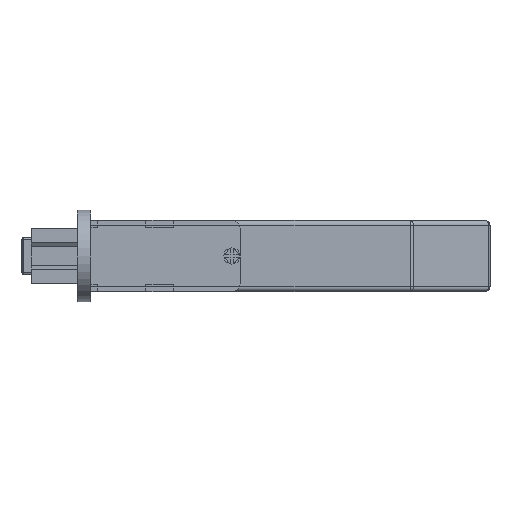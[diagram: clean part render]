
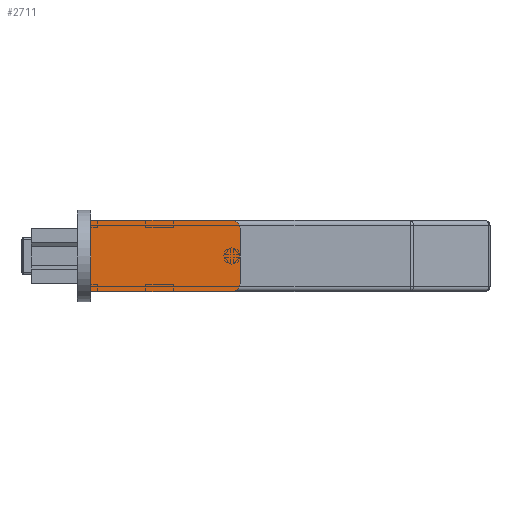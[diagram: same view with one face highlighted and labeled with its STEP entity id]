
A CAD part, front view. The second image highlights one B-rep face of the part: STEP entity #2711.
In plain terms, the highlighted face is planar.
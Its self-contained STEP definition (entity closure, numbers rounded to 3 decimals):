
#139 = VECTOR ( 'NONE', #5025, 1000. ) ;
#227 = ORIENTED_EDGE ( 'NONE', *, *, #3931, .T. ) ;
#646 = ORIENTED_EDGE ( 'NONE', *, *, #1054, .T. ) ;
#948 = CIRCLE ( 'NONE', #4695, 2. ) ;
#1042 = VECTOR ( 'NONE', #7172, 1000. ) ;
#1054 = EDGE_CURVE ( 'NONE', #1248, #8677, #5477, .T. ) ;
#1106 = EDGE_CURVE ( 'NONE', #8800, #3455, #948, .T. ) ;
#1118 = VECTOR ( 'NONE', #12218, 1000. ) ;
#1248 = VERTEX_POINT ( 'NONE', #6756 ) ;
#1503 = CARTESIAN_POINT ( 'NONE',  ( -16.3, 0.75, 7.75 ) ) ;
#1832 = EDGE_LOOP ( 'NONE', ( #8461, #3751, #227, #2870, #6877, #646 ) ) ;
#2369 = CARTESIAN_POINT ( 'NONE',  ( -16.3, 0.75, 5.75 ) ) ;
#2432 = DIRECTION ( 'NONE',  ( 0., 1., 0. ) ) ;
#2638 = VECTOR ( 'NONE', #4730, 1000. ) ;
#2711 = ADVANCED_FACE ( 'NONE', ( #5874 ), #6188, .T. ) ;
#2870 = ORIENTED_EDGE ( 'NONE', *, *, #9719, .T. ) ;
#3080 = CARTESIAN_POINT ( 'NONE',  ( 16.3, 0.75, 7.75 ) ) ;
#3100 = CARTESIAN_POINT ( 'NONE',  ( -16.3, 0.75, -7.75 ) ) ;
#3309 = EDGE_CURVE ( 'NONE', #12166, #1248, #5216, .T. ) ;
#3389 = LINE ( 'NONE', #11686, #1042 ) ;
#3455 = VERTEX_POINT ( 'NONE', #10034 ) ;
#3751 = ORIENTED_EDGE ( 'NONE', *, *, #1106, .T. ) ;
#3931 = EDGE_CURVE ( 'NONE', #3455, #5791, #8448, .T. ) ;
#4297 = DIRECTION ( 'NONE',  ( 0., 0., 1. ) ) ;
#4695 = AXIS2_PLACEMENT_3D ( 'NONE', #5294, #2432, #4297 ) ;
#4730 = DIRECTION ( 'NONE',  ( 0., 0., -1. ) ) ;
#4864 = CARTESIAN_POINT ( 'NONE',  ( 16.3, 0.75, -7.75 ) ) ;
#5025 = DIRECTION ( 'NONE',  ( -1., 0., 0. ) ) ;
#5216 = LINE ( 'NONE', #3100, #139 ) ;
#5294 = CARTESIAN_POINT ( 'NONE',  ( -14.3, 0.75, 5.75 ) ) ;
#5477 = CIRCLE ( 'NONE', #11999, 2. ) ;
#5791 = VERTEX_POINT ( 'NONE', #3080 ) ;
#5874 = FACE_OUTER_BOUND ( 'NONE', #1832, .T. ) ;
#5977 = EDGE_CURVE ( 'NONE', #8677, #8800, #3389, .T. ) ;
#6188 = PLANE ( 'NONE',  #6426 ) ;
#6426 = AXIS2_PLACEMENT_3D ( 'NONE', #11814, #7237, #7175 ) ;
#6756 = CARTESIAN_POINT ( 'NONE',  ( -14.3, 0.75, -7.75 ) ) ;
#6840 = DIRECTION ( 'NONE',  ( 0., 0., 1. ) ) ;
#6877 = ORIENTED_EDGE ( 'NONE', *, *, #3309, .T. ) ;
#6902 = CARTESIAN_POINT ( 'NONE',  ( -14.3, 0.75, -5.75 ) ) ;
#7172 = DIRECTION ( 'NONE',  ( 0., 0., 1. ) ) ;
#7175 = DIRECTION ( 'NONE',  ( 0., 0., 1. ) ) ;
#7237 = DIRECTION ( 'NONE',  ( 0., 1., 0. ) ) ;
#7569 = CARTESIAN_POINT ( 'NONE',  ( 16.3, 0.75, -7.75 ) ) ;
#8448 = LINE ( 'NONE', #1503, #1118 ) ;
#8461 = ORIENTED_EDGE ( 'NONE', *, *, #5977, .T. ) ;
#8513 = LINE ( 'NONE', #4864, #2638 ) ;
#8567 = CARTESIAN_POINT ( 'NONE',  ( -16.3, 0.75, -5.75 ) ) ;
#8677 = VERTEX_POINT ( 'NONE', #8567 ) ;
#8800 = VERTEX_POINT ( 'NONE', #2369 ) ;
#9719 = EDGE_CURVE ( 'NONE', #5791, #12166, #8513, .T. ) ;
#10034 = CARTESIAN_POINT ( 'NONE',  ( -14.3, 0.75, 7.75 ) ) ;
#11538 = DIRECTION ( 'NONE',  ( 0., 1., 0. ) ) ;
#11686 = CARTESIAN_POINT ( 'NONE',  ( -16.3, 0.75, -7.75 ) ) ;
#11814 = CARTESIAN_POINT ( 'NONE',  ( 0., 0.75, 0. ) ) ;
#11999 = AXIS2_PLACEMENT_3D ( 'NONE', #6902, #11538, #6840 ) ;
#12166 = VERTEX_POINT ( 'NONE', #7569 ) ;
#12218 = DIRECTION ( 'NONE',  ( 1., 0., 0. ) ) ;
